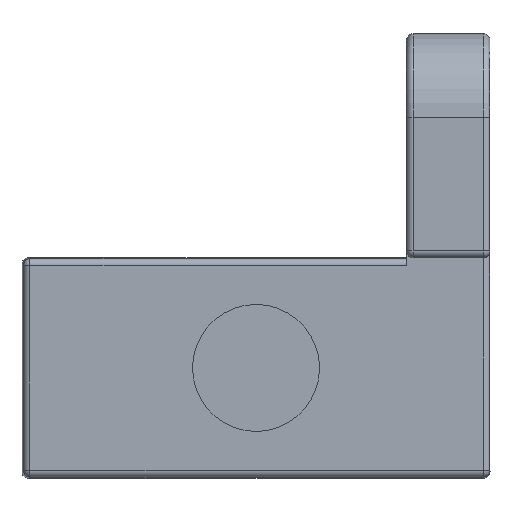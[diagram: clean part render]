
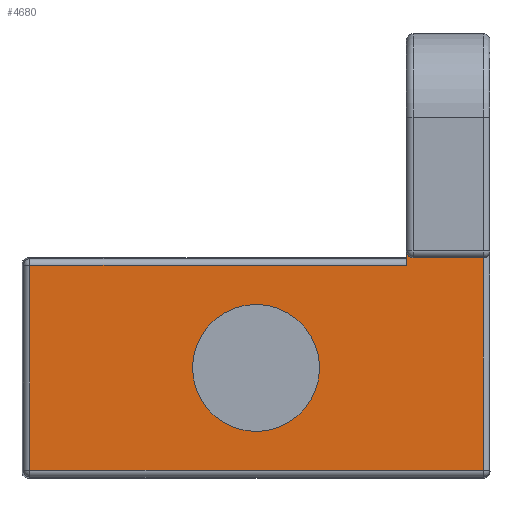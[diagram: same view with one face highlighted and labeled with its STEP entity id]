
A CAD part, front view. The second image highlights one B-rep face of the part: STEP entity #4680.
In plain terms, the highlighted planar face has unit normal (0, -1, 0).
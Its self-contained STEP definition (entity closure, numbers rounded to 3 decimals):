
#1455=DIRECTION('',(0.,0.,1.));
#1456=VECTOR('',#1455,0.434);
#1457=CARTESIAN_POINT('',(4.5,-15.2,3.066));
#1458=LINE('',#1457,#1456);
#1459=DIRECTION('',(1.,0.,0.));
#1460=VECTOR('',#1459,2.1);
#1461=CARTESIAN_POINT('',(4.7,-15.2,3.3));
#1462=LINE('',#1461,#1460);
#1463=DIRECTION('',(0.,0.,1.));
#1464=VECTOR('',#1463,6.366);
#1465=CARTESIAN_POINT('',(6.8,-15.2,-3.066));
#1466=LINE('',#1465,#1464);
#1467=DIRECTION('',(1.,0.,0.));
#1468=VECTOR('',#1467,13.566);
#1469=CARTESIAN_POINT('',(-6.766,-15.2,-3.066));
#1470=LINE('',#1469,#1468);
#1471=DIRECTION('',(0.,0.,-1.));
#1472=VECTOR('',#1471,6.132);
#1473=CARTESIAN_POINT('',(-6.766,-15.2,3.066));
#1474=LINE('',#1473,#1472);
#1475=DIRECTION('',(-1.,0.,0.));
#1476=VECTOR('',#1475,11.266);
#1477=CARTESIAN_POINT('',(4.5,-15.2,3.066));
#1478=LINE('',#1477,#1476);
#1479=CARTESIAN_POINT('',(4.7,-15.2,3.5));
#1480=DIRECTION('',(0.,1.,0.));
#1481=DIRECTION('',(0.,0.,-1.));
#1482=AXIS2_PLACEMENT_3D('',#1479,#1480,#1481);
#1857=CARTESIAN_POINT('',(0.,-15.2,0.));
#1858=DIRECTION('',(0.,1.,0.));
#1859=DIRECTION('',(1.,0.,0.));
#1860=AXIS2_PLACEMENT_3D('',#1857,#1858,#1859);
#1866=CARTESIAN_POINT('',(0.,-15.2,0.));
#1867=DIRECTION('',(0.,1.,0.));
#1868=DIRECTION('',(-1.,0.,0.));
#1869=AXIS2_PLACEMENT_3D('',#1866,#1867,#1868);
#2378=CARTESIAN_POINT('',(-6.766,-15.2,-3.066));
#2379=CARTESIAN_POINT('',(6.8,-15.2,-3.066));
#2380=VERTEX_POINT('',#2378);
#2381=VERTEX_POINT('',#2379);
#2386=CARTESIAN_POINT('',(-6.766,-15.2,3.066));
#2387=VERTEX_POINT('',#2386);
#2392=CARTESIAN_POINT('',(4.5,-15.2,3.066));
#2393=VERTEX_POINT('',#2392);
#2426=CARTESIAN_POINT('',(4.5,-15.2,3.5));
#2427=VERTEX_POINT('',#2426);
#2428=CARTESIAN_POINT('',(4.7,-15.2,3.3));
#2429=VERTEX_POINT('',#2428);
#2460=CARTESIAN_POINT('',(6.8,-15.2,3.3));
#2461=VERTEX_POINT('',#2460);
#2511=CARTESIAN_POINT('',(1.9,-15.2,0.));
#2512=CARTESIAN_POINT('',(-1.9,-15.2,0.));
#2513=VERTEX_POINT('',#2511);
#2514=VERTEX_POINT('',#2512);
#4655=CARTESIAN_POINT('',(-6.7,-15.2,-3.));
#4656=DIRECTION('',(0.,-1.,0.));
#4657=DIRECTION('',(1.,0.,0.));
#4658=AXIS2_PLACEMENT_3D('',#4655,#4656,#4657);
#4659=PLANE('',#4658);
#4660=ORIENTED_EDGE('',*,*,#4447,.T.);
#4662=ORIENTED_EDGE('',*,*,#4661,.F.);
#4664=ORIENTED_EDGE('',*,*,#4663,.T.);
#4666=ORIENTED_EDGE('',*,*,#4665,.F.);
#4668=ORIENTED_EDGE('',*,*,#4667,.F.);
#4670=ORIENTED_EDGE('',*,*,#4669,.F.);
#4671=ORIENTED_EDGE('',*,*,#4647,.F.);
#4672=EDGE_LOOP('',(#4660,#4662,#4664,#4666,#4668,#4670,#4671));
#4673=FACE_OUTER_BOUND('',#4672,.F.);
#4675=ORIENTED_EDGE('',*,*,#4674,.F.);
#4677=ORIENTED_EDGE('',*,*,#4676,.F.);
#4678=EDGE_LOOP('',(#4675,#4677));
#4679=FACE_BOUND('',#4678,.F.);
#4680=ADVANCED_FACE('',(#4673,#4679),#4659,.T.);
#1483=CIRCLE('',#1482,0.2);
#1861=CIRCLE('',#1860,1.9);
#1870=CIRCLE('',#1869,1.9);
#4447=EDGE_CURVE('',#2393,#2427,#1458,.T.);
#4647=EDGE_CURVE('',#2393,#2387,#1478,.T.);
#4661=EDGE_CURVE('',#2429,#2427,#1483,.T.);
#4663=EDGE_CURVE('',#2429,#2461,#1462,.T.);
#4665=EDGE_CURVE('',#2381,#2461,#1466,.T.);
#4667=EDGE_CURVE('',#2380,#2381,#1470,.T.);
#4669=EDGE_CURVE('',#2387,#2380,#1474,.T.);
#4674=EDGE_CURVE('',#2513,#2514,#1861,.T.);
#4676=EDGE_CURVE('',#2514,#2513,#1870,.T.);
